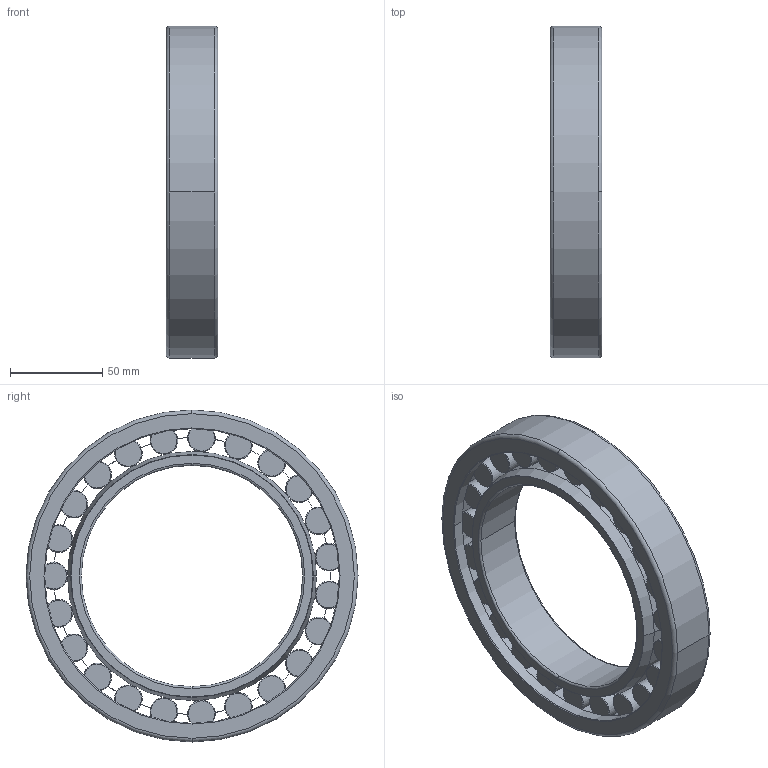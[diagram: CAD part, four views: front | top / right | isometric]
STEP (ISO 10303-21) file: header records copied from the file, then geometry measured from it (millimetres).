
FILE_DESCRIPTION(('STEP AP214'),'1');
FILE_NAME('skf_bearing_nu_1024_ml_2.stp','2023-11-19T20:10:51',('TraceParts'),('TraceParts S.A.'),'Spatial InterOp 3D',' ',' ');
FILE_SCHEMA(('AUTOMOTIVE_DESIGN { 1 0 10303 214 1 1 1 1 }'));
Length unit declared in the file: millimetre
Products named in the file (1): skf_bearing_nu_1024_ml_2_1
Bounding box: 28 x 180 x 180 mm (x, y, z)
Volume: 270422.6 mm3; surface area: 93249 mm2
Topology: 3 solids, 3 shells, 268 faces, 744 edges, 528 vertices
Faces by surface type: torus 154, cylinder 58, plane 52, cone 4
Entity records: 10705 total; most frequent: CARTESIAN_POINT 3429, DIRECTION 1692, ORIENTED_EDGE 1488, AXIS2_PLACEMENT_3D 815, EDGE_CURVE 744, CIRCLE 544, VERTEX_POINT 528, EDGE_LOOP 320
